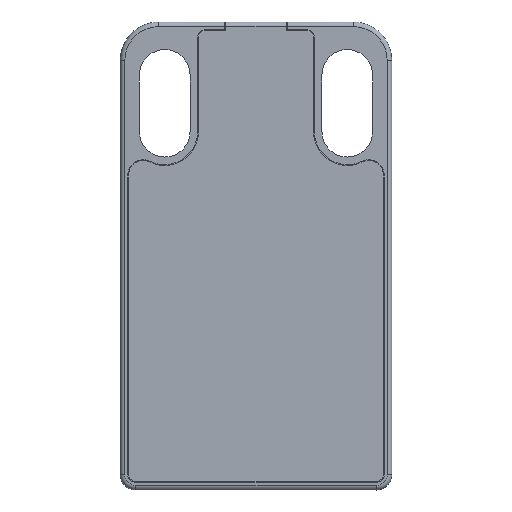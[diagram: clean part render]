
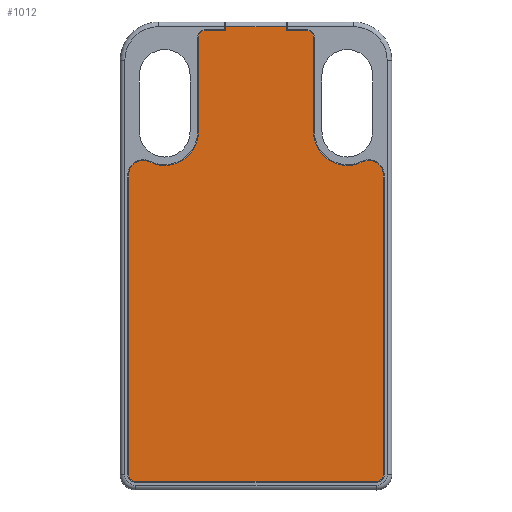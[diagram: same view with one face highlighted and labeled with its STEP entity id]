
A CAD part, front view. The second image highlights one B-rep face of the part: STEP entity #1012.
In plain terms, the highlighted planar face has unit normal (0, -1, 0).
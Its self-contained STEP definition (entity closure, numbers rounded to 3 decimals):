
#1=DIRECTION('',(0.,0.,-1.));
#2=VECTOR('',#1,0.247);
#3=CARTESIAN_POINT('',(1.976,0.,14.947));
#4=LINE('',#3,#2);
#5=CARTESIAN_POINT('',(3.3,0.,14.25));
#6=DIRECTION('',(0.,1.,0.));
#7=DIRECTION('',(0.,0.,1.));
#8=AXIS2_PLACEMENT_3D('',#5,#6,#7);
#10=CARTESIAN_POINT('',(5.95,0.,8.1));
#11=DIRECTION('',(0.,-1.,0.));
#12=DIRECTION('',(-1.,0.,0.));
#13=AXIS2_PLACEMENT_3D('',#10,#11,#12);
#15=CARTESIAN_POINT('',(5.95,0.,8.1));
#16=DIRECTION('',(0.,-1.,0.));
#17=DIRECTION('',(0.,0.,-1.));
#18=AXIS2_PLACEMENT_3D('',#15,#16,#17);
#20=CARTESIAN_POINT('',(7.35,0.,5.278));
#21=DIRECTION('',(0.,1.,0.));
#22=DIRECTION('',(-0.444,0.,0.896));
#23=AXIS2_PLACEMENT_3D('',#20,#21,#22);
#25=CARTESIAN_POINT('',(7.85,0.,-14.25));
#26=DIRECTION('',(0.,1.,0.));
#27=DIRECTION('',(1.,0.,0.));
#28=AXIS2_PLACEMENT_3D('',#25,#26,#27);
#30=DIRECTION('',(-1.,0.,0.));
#31=VECTOR('',#30,15.7);
#32=CARTESIAN_POINT('',(7.85,0.,-14.7));
#33=LINE('',#32,#31);
#34=CARTESIAN_POINT('',(-7.85,0.,-14.25));
#35=DIRECTION('',(0.,1.,0.));
#36=DIRECTION('',(0.,0.,-1.));
#37=AXIS2_PLACEMENT_3D('',#34,#35,#36);
#39=DIRECTION('',(0.,0.,1.));
#40=VECTOR('',#39,19.528);
#41=CARTESIAN_POINT('',(-8.3,0.,-14.25));
#42=LINE('',#41,#40);
#43=CARTESIAN_POINT('',(-7.35,0.,5.278));
#44=DIRECTION('',(0.,1.,0.));
#45=DIRECTION('',(-1.,0.,0.));
#46=AXIS2_PLACEMENT_3D('',#43,#44,#45);
#48=CARTESIAN_POINT('',(-5.95,0.,8.1));
#49=DIRECTION('',(0.,-1.,0.));
#50=DIRECTION('',(-0.444,0.,-0.896));
#51=AXIS2_PLACEMENT_3D('',#48,#49,#50);
#53=CARTESIAN_POINT('',(-5.95,0.,8.1));
#54=DIRECTION('',(0.,-1.,0.));
#55=DIRECTION('',(0.,0.,-1.));
#56=AXIS2_PLACEMENT_3D('',#53,#54,#55);
#58=DIRECTION('',(0.,0.,1.));
#59=VECTOR('',#58,6.15);
#60=CARTESIAN_POINT('',(-3.75,0.,8.1));
#61=LINE('',#60,#59);
#62=CARTESIAN_POINT('',(-3.3,0.,14.25));
#63=DIRECTION('',(0.,1.,0.));
#64=DIRECTION('',(-1.,0.,0.));
#65=AXIS2_PLACEMENT_3D('',#62,#63,#64);
#67=DIRECTION('',(1.,0.,0.));
#68=VECTOR('',#67,1.324);
#69=CARTESIAN_POINT('',(-3.3,0.,14.7));
#70=LINE('',#69,#68);
#71=DIRECTION('',(-1.,0.,0.));
#72=VECTOR('',#71,3.952);
#73=CARTESIAN_POINT('',(1.976,0.,14.947));
#74=LINE('',#73,#72);
#111=DIRECTION('',(0.,0.,-1.));
#112=VECTOR('',#111,0.247);
#113=CARTESIAN_POINT('',(-1.976,0.,14.947));
#114=LINE('',#113,#112);
#456=DIRECTION('',(-1.,0.,0.));
#457=VECTOR('',#456,1.324);
#458=CARTESIAN_POINT('',(3.3,0.,14.7));
#459=LINE('',#458,#457);
#631=DIRECTION('',(0.,0.,1.));
#632=VECTOR('',#631,19.528);
#633=CARTESIAN_POINT('',(8.3,0.,-14.25));
#634=LINE('',#633,#632);
#663=DIRECTION('',(0.,0.,1.));
#664=VECTOR('',#663,6.15);
#665=CARTESIAN_POINT('',(3.75,0.,8.1));
#666=LINE('',#665,#664);
#766=CARTESIAN_POINT('',(1.976,0.,14.947));
#767=CARTESIAN_POINT('',(-1.976,0.,14.947));
#768=VERTEX_POINT('',#766);
#769=VERTEX_POINT('',#767);
#770=CARTESIAN_POINT('',(1.976,0.,14.7));
#771=VERTEX_POINT('',#770);
#772=CARTESIAN_POINT('',(3.3,0.,14.7));
#773=VERTEX_POINT('',#772);
#774=CARTESIAN_POINT('',(3.75,0.,14.25));
#775=VERTEX_POINT('',#774);
#776=CARTESIAN_POINT('',(3.75,0.,8.1));
#777=VERTEX_POINT('',#776);
#778=CARTESIAN_POINT('',(5.95,0.,5.9));
#779=VERTEX_POINT('',#778);
#780=CARTESIAN_POINT('',(6.928,0.,6.129));
#781=VERTEX_POINT('',#780);
#782=CARTESIAN_POINT('',(8.3,0.,5.278));
#783=VERTEX_POINT('',#782);
#784=CARTESIAN_POINT('',(8.3,0.,-14.25));
#785=VERTEX_POINT('',#784);
#786=CARTESIAN_POINT('',(7.85,0.,-14.7));
#787=VERTEX_POINT('',#786);
#788=CARTESIAN_POINT('',(-7.85,0.,-14.7));
#789=VERTEX_POINT('',#788);
#790=CARTESIAN_POINT('',(-8.3,0.,-14.25));
#791=VERTEX_POINT('',#790);
#792=CARTESIAN_POINT('',(-8.3,0.,5.278));
#793=VERTEX_POINT('',#792);
#794=CARTESIAN_POINT('',(-6.928,0.,6.129));
#795=VERTEX_POINT('',#794);
#796=CARTESIAN_POINT('',(-5.95,0.,5.9));
#797=CARTESIAN_POINT('',(-3.75,0.,8.1));
#798=VERTEX_POINT('',#796);
#799=VERTEX_POINT('',#797);
#800=CARTESIAN_POINT('',(-3.75,0.,14.25));
#801=VERTEX_POINT('',#800);
#802=CARTESIAN_POINT('',(-3.3,0.,14.7));
#803=VERTEX_POINT('',#802);
#804=CARTESIAN_POINT('',(-1.976,0.,14.7));
#805=VERTEX_POINT('',#804);
#965=CARTESIAN_POINT('',(0.,0.,0.));
#966=DIRECTION('',(0.,-1.,0.));
#967=DIRECTION('',(0.,0.,-1.));
#968=AXIS2_PLACEMENT_3D('',#965,#966,#967);
#969=PLANE('',#968);
#971=ORIENTED_EDGE('',*,*,#970,.F.);
#973=ORIENTED_EDGE('',*,*,#972,.T.);
#975=ORIENTED_EDGE('',*,*,#974,.F.);
#977=ORIENTED_EDGE('',*,*,#976,.T.);
#979=ORIENTED_EDGE('',*,*,#978,.F.);
#981=ORIENTED_EDGE('',*,*,#980,.T.);
#983=ORIENTED_EDGE('',*,*,#982,.T.);
#985=ORIENTED_EDGE('',*,*,#984,.T.);
#987=ORIENTED_EDGE('',*,*,#986,.F.);
#989=ORIENTED_EDGE('',*,*,#988,.T.);
#991=ORIENTED_EDGE('',*,*,#990,.T.);
#993=ORIENTED_EDGE('',*,*,#992,.T.);
#995=ORIENTED_EDGE('',*,*,#994,.T.);
#997=ORIENTED_EDGE('',*,*,#996,.T.);
#999=ORIENTED_EDGE('',*,*,#998,.T.);
#1001=ORIENTED_EDGE('',*,*,#1000,.T.);
#1003=ORIENTED_EDGE('',*,*,#1002,.T.);
#1005=ORIENTED_EDGE('',*,*,#1004,.T.);
#1007=ORIENTED_EDGE('',*,*,#1006,.T.);
#1009=ORIENTED_EDGE('',*,*,#1008,.F.);
#1010=EDGE_LOOP('',(#971,#973,#975,#977,#979,#981,#983,#985,#987,#989,#991,#993,
#995,#997,#999,#1001,#1003,#1005,#1007,#1009));
#1011=FACE_OUTER_BOUND('',#1010,.F.);
#9=CIRCLE('',#8,0.45);
#14=CIRCLE('',#13,2.2);
#19=CIRCLE('',#18,2.2);
#24=CIRCLE('',#23,0.95);
#29=CIRCLE('',#28,0.45);
#38=CIRCLE('',#37,0.45);
#47=CIRCLE('',#46,0.95);
#52=CIRCLE('',#51,2.2);
#57=CIRCLE('',#56,2.2);
#66=CIRCLE('',#65,0.45);
#970=EDGE_CURVE('',#768,#769,#74,.T.);
#972=EDGE_CURVE('',#768,#771,#4,.T.);
#974=EDGE_CURVE('',#773,#771,#459,.T.);
#976=EDGE_CURVE('',#773,#775,#9,.T.);
#978=EDGE_CURVE('',#777,#775,#666,.T.);
#980=EDGE_CURVE('',#777,#779,#14,.T.);
#982=EDGE_CURVE('',#779,#781,#19,.T.);
#984=EDGE_CURVE('',#781,#783,#24,.T.);
#986=EDGE_CURVE('',#785,#783,#634,.T.);
#988=EDGE_CURVE('',#785,#787,#29,.T.);
#990=EDGE_CURVE('',#787,#789,#33,.T.);
#992=EDGE_CURVE('',#789,#791,#38,.T.);
#994=EDGE_CURVE('',#791,#793,#42,.T.);
#996=EDGE_CURVE('',#793,#795,#47,.T.);
#998=EDGE_CURVE('',#795,#798,#52,.T.);
#1000=EDGE_CURVE('',#798,#799,#57,.T.);
#1002=EDGE_CURVE('',#799,#801,#61,.T.);
#1004=EDGE_CURVE('',#801,#803,#66,.T.);
#1006=EDGE_CURVE('',#803,#805,#70,.T.);
#1008=EDGE_CURVE('',#769,#805,#114,.T.);
#1012=ADVANCED_FACE('',(#1011),#969,.T.);
